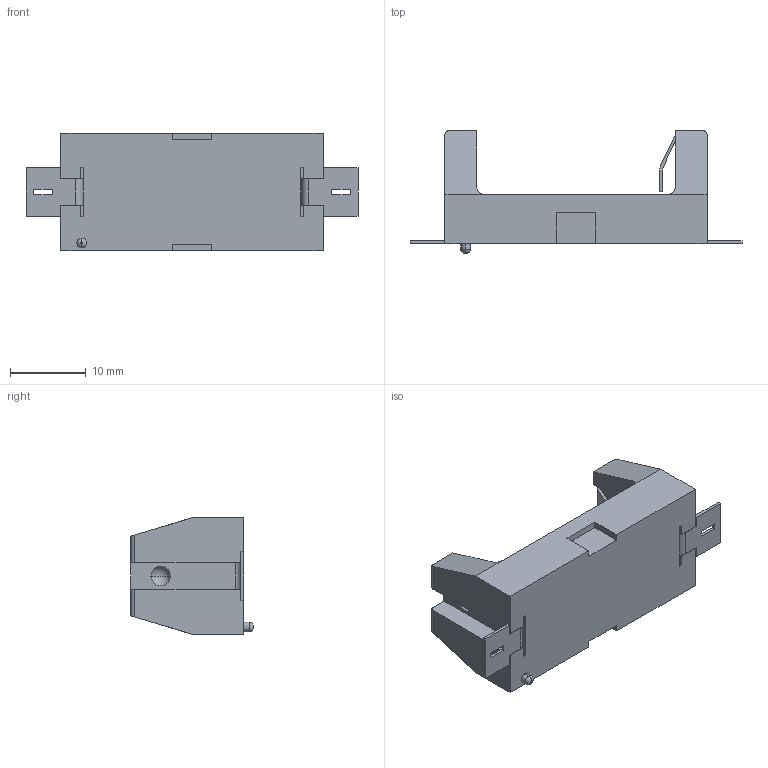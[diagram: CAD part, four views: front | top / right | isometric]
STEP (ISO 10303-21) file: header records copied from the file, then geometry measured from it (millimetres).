
FILE_DESCRIPTION (( 'STEP AP214' ), '1' );
FILE_NAME ('1010.STEP', '2020-09-11T22:55:46', ( '' ), ( '' ), 'SwSTEP 2.0', 'SolidWorks 2017', '' );
FILE_SCHEMA (( 'AUTOMOTIVE_DESIGN' ));
Length unit declared in the file: inch
Products named in the file (1): 1010
Bounding box: 43.76 x 16.13 x 15.54 mm (x, y, z)
Volume: 2718.8 mm3; surface area: 3421.9 mm2
Topology: 3 solids, 3 shells, 161 faces, 432 edges, 284 vertices
Faces by surface type: plane 135, cylinder 20, sphere 4, torus 2
Entity records: 5024 total; most frequent: CARTESIAN_POINT 902, ORIENTED_EDGE 864, DIRECTION 792, EDGE_CURVE 432, LINE 380, VECTOR 380, VERTEX_POINT 284, AXIS2_PLACEMENT_3D 206
